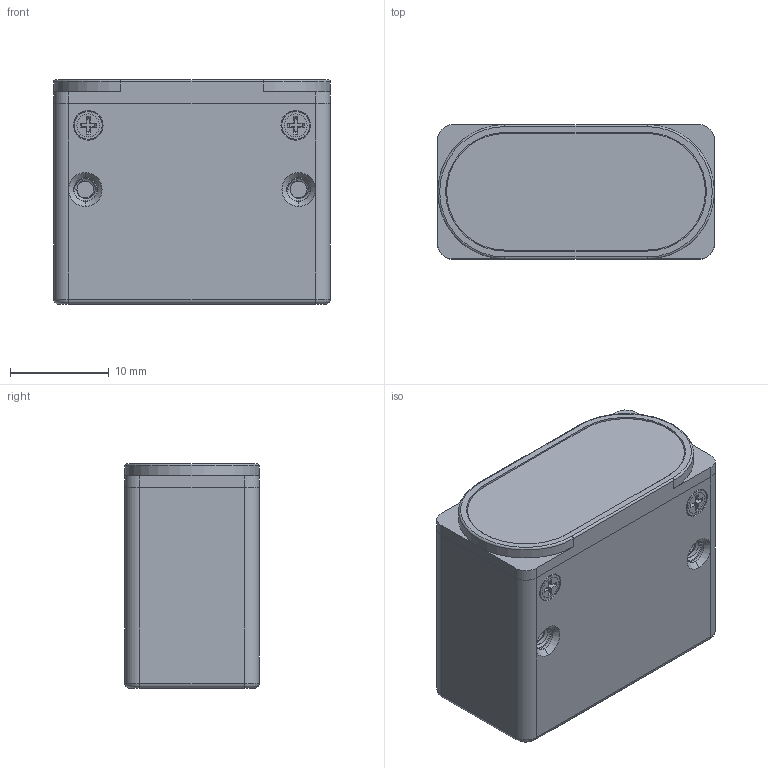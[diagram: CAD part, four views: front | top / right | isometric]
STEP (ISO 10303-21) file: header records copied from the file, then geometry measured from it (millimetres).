
FILE_DESCRIPTION(('FreeCAD Model'),'2;1');
FILE_NAME('Open CASCADE Shape Model','2025-05-10T19:53:32',(''),(''), 'Open CASCADE STEP processor 7.8','FreeCAD','Unknown');
FILE_SCHEMA(('AUTOMOTIVE_DESIGN { 1 0 10303 214 1 1 1 1 }'));
Length unit declared in the file: millimetre
Products named in the file (13): TOFSense-F014; TOFSense-F2; TOFSense-F003; TOFSense-F004; TOFSense-F005; TOFSense-F006; TOFSense-F007; TOFSense-F008; TOFSense-F009; TOFSense-F010; TOFSense-F011; TOFSense-F012; TOFSense-F013
Assembly tree (12 placements, depth 2):
  TOFSense-F014
    TOFSense-F2
    TOFSense-F003
    TOFSense-F004
    TOFSense-F005
    TOFSense-F006
    TOFSense-F007
    TOFSense-F008
    TOFSense-F009
    TOFSense-F010
    TOFSense-F011
    TOFSense-F012
    TOFSense-F013
Bounding box: 28 x 13.6 x 22.7 mm (x, y, z)
Volume: 4561 mm3; surface area: 8962.6 mm2
Topology: 12 solids, 12 shells, 1184 faces, 3303 edges, 2167 vertices
Faces by surface type: cylinder 741, plane 335, cone 94, bspline 8, torus 6
Entity records: 42717 total; most frequent: CARTESIAN_POINT 10797, DIRECTION 7014, ORIENTED_EDGE 6606, EDGE_CURVE 3303, AXIS2_PLACEMENT_3D 2700, VERTEX_POINT 2167, LINE 1614, VECTOR 1614
